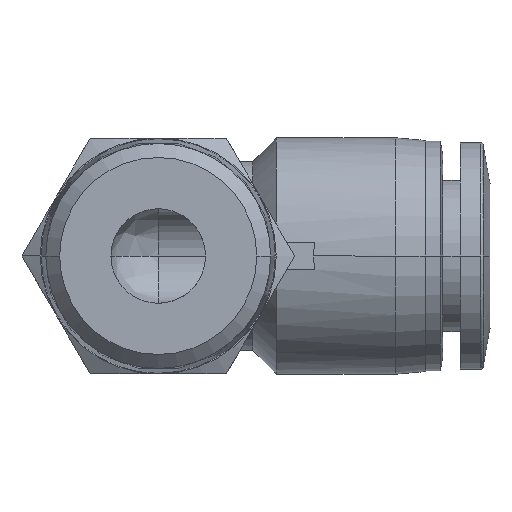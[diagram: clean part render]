
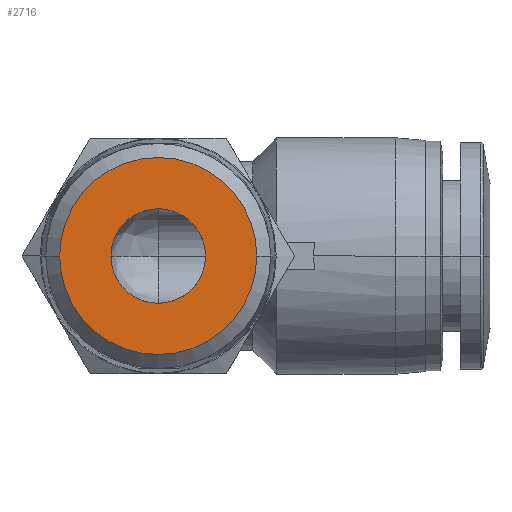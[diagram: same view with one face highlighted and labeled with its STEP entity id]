
A CAD part, front view. The second image highlights one B-rep face of the part: STEP entity #2716.
In plain terms, the highlighted planar face has unit normal (0, -1, 0).
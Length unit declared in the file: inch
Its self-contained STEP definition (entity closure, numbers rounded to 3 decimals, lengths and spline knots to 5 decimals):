
#9 = CIRCLE ( 'NONE', #3566, 0.1378 ) ;
#29 = CIRCLE ( 'NONE', #3686, 0.1378 ) ;
#259 = CARTESIAN_POINT ( 'NONE',  ( 0., -0.68898, 0. ) ) ;
#468 = VERTEX_POINT ( 'NONE', #4268 ) ;
#470 = ORIENTED_EDGE ( 'NONE', *, *, #1554, .T. ) ;
#523 = VERTEX_POINT ( 'NONE', #3716 ) ;
#544 = CARTESIAN_POINT ( 'NONE',  ( 0., -0.68898, 0. ) ) ;
#603 = DIRECTION ( 'NONE',  ( -1., 0., 0. ) ) ;
#810 = ORIENTED_EDGE ( 'NONE', *, *, #2143, .T. ) ;
#901 = DIRECTION ( 'NONE',  ( -1., 0., 0. ) ) ;
#970 = DIRECTION ( 'NONE',  ( -1., 0., 0. ) ) ;
#1104 = EDGE_CURVE ( 'NONE', #3752, #1622, #9, .T. ) ;
#1313 = DIRECTION ( 'NONE',  ( 0., 1., 0. ) ) ;
#1346 = FACE_OUTER_BOUND ( 'NONE', #3933, .T. ) ;
#1554 = EDGE_CURVE ( 'NONE', #1622, #3752, #29, .T. ) ;
#1622 = VERTEX_POINT ( 'NONE', #3184 ) ;
#1661 = CARTESIAN_POINT ( 'NONE',  ( 0., -0.68898, 0. ) ) ;
#1792 = CARTESIAN_POINT ( 'NONE',  ( -0.14352, -0.68898, 0. ) ) ;
#1829 = DIRECTION ( 'NONE',  ( 0., -1., 0. ) ) ;
#1981 = CIRCLE ( 'NONE', #3990, 0.28703 ) ;
#2108 = DIRECTION ( 'NONE',  ( 1., 0., 0. ) ) ;
#2133 = ORIENTED_EDGE ( 'NONE', *, *, #1104, .T. ) ;
#2143 = EDGE_CURVE ( 'NONE', #468, #523, #2969, .T. ) ;
#2216 = FACE_BOUND ( 'NONE', #4199, .T. ) ;
#2412 = PLANE ( 'NONE',  #4276 ) ;
#2418 = EDGE_CURVE ( 'NONE', #523, #468, #1981, .T. ) ;
#2438 = ORIENTED_EDGE ( 'NONE', *, *, #2418, .T. ) ;
#2615 = DIRECTION ( 'NONE',  ( 0., -1., 0. ) ) ;
#2716 = ADVANCED_FACE ( 'NONE', ( #2216, #1346 ), #2412, .T. ) ;
#2873 = DIRECTION ( 'NONE',  ( 0., 1., 0. ) ) ;
#2969 = CIRCLE ( 'NONE', #3775, 0.28703 ) ;
#3184 = CARTESIAN_POINT ( 'NONE',  ( -0.1378, -0.68898, 0. ) ) ;
#3537 = CARTESIAN_POINT ( 'NONE',  ( 0.1378, -0.68898, 0. ) ) ;
#3566 = AXIS2_PLACEMENT_3D ( 'NONE', #1661, #1313, #970 ) ;
#3686 = AXIS2_PLACEMENT_3D ( 'NONE', #544, #2873, #901 ) ;
#3716 = CARTESIAN_POINT ( 'NONE',  ( -0.28703, -0.68898, 0. ) ) ;
#3752 = VERTEX_POINT ( 'NONE', #3537 ) ;
#3775 = AXIS2_PLACEMENT_3D ( 'NONE', #259, #2615, #603 ) ;
#3778 = CARTESIAN_POINT ( 'NONE',  ( 0., -0.68898, 0. ) ) ;
#3933 = EDGE_LOOP ( 'NONE', ( #2438, #810 ) ) ;
#3990 = AXIS2_PLACEMENT_3D ( 'NONE', #3778, #1829, #4128 ) ;
#4090 = DIRECTION ( 'NONE',  ( 0., -1., 0. ) ) ;
#4128 = DIRECTION ( 'NONE',  ( -1., 0., 0. ) ) ;
#4199 = EDGE_LOOP ( 'NONE', ( #470, #2133 ) ) ;
#4268 = CARTESIAN_POINT ( 'NONE',  ( 0.28703, -0.68898, 0. ) ) ;
#4276 = AXIS2_PLACEMENT_3D ( 'NONE', #1792, #4090, #2108 ) ;
